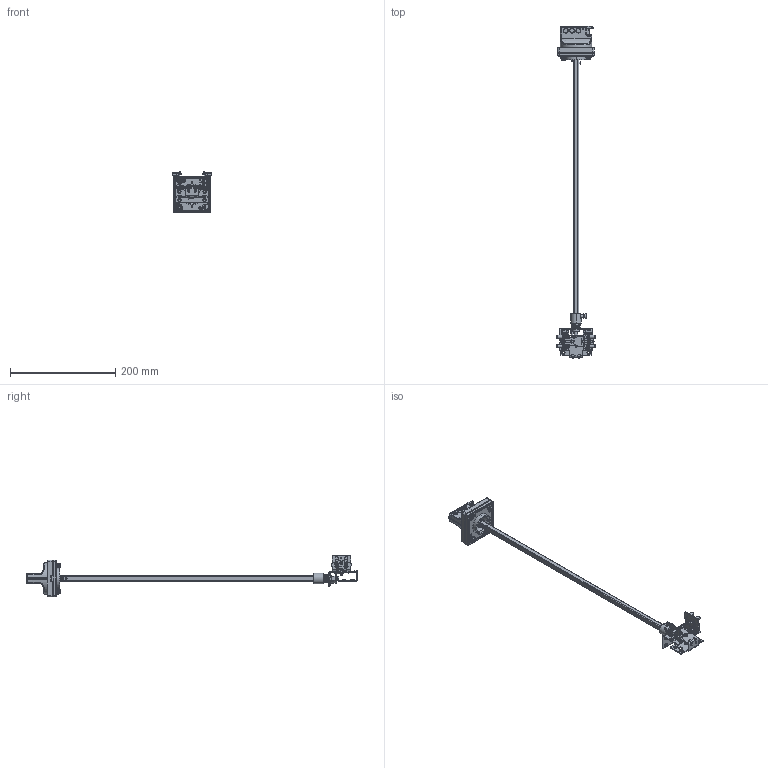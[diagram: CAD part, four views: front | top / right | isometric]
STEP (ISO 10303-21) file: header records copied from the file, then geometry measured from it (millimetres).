
FILE_DESCRIPTION((''),'2;1');
FILE_NAME('ERH32S20_ASM','2023-11-10T17:36:57',('dychenbin'),(''),'CREO PARAMETRIC BY PTC INC, 2020044','CREO PARAMETRIC BY PTC INC, 2020044','');
FILE_SCHEMA(('CONFIG_CONTROL_DESIGN','SHAPE_APPEARANCE_LAYERS_GROUPS'));
Products named in the file (69): 8023FB1601_19_1; 8084FB1601_8_1; 8967FB1602_AF0_2_1; 8967FB1602_AF1_2_1; 8967FB1602_AF2_2_1; 8967FB1602_AF3_2_1; 5084FB1601_ASM_3_1_ASM; 8993FB1601_12_1; 8230FB1601_7_1; 8955FB1601_9_1; 5230FB1602_AF2_ASM_4_ASM; 8993FB1601_12; 8230FB1601_7; 8955FB1601_9; 5230FB1602_AF3_ASM_4_ASM; 8230FB1602_2_1; 5230FB1603_AF2_ASM_3_ASM; 8230FB1602_2; 5230FB1603_AF3_ASM_3_ASM; 8239FB1602_12_1; 8325FB1601_1_1; 5239FB1601_ASM_4_1_ASM; 8206FB1605_8_1; SP100087_2_1; 8285FB1601_11_1; 8206FB1601_12_1; 8206FB1604_6_1; 8282B0820119_3_1; 8128FB1601_2_1; SP100010_AF4_2; SP100010_AF5_2; SP040748_1_1; 8206FB1603_6_1; 8261FB1601_13_1; 8206FB1602_4_1; 5261FB1601_ASM_7_1_ASM; 8251FB1601_2_1; SP100010_AF6_2; SP100010_AF7_2; 8200FB1601_12_1 ...
Assembly tree (89 placements, depth 5):
  ERH32S20_ASM
    6769FB1602_ASM
      6769FB1602_ASM_3_ASM
        5084FB1601_ASM_3_1_ASM
          8023FB1601_19_1
          8084FB1601_8_1
          8967FB1602_AF0_2_1
          8967FB1602_AF1_2_1
          8967FB1602_AF2_2_1
          8967FB1602_AF3_2_1
        5230FB1602_AF2_ASM_4_ASM
          8993FB1601_12_1
          8230FB1601_7_1
          8955FB1601_9_1
        5230FB1602_AF3_ASM_4_ASM
          8993FB1601_12
          8230FB1601_7
          8955FB1601_9
        5230FB1603_AF2_ASM_3_ASM
          8993FB1601_12
          8230FB1602_2_1
          8955FB1601_9
        5230FB1603_AF3_ASM_3_ASM
          8993FB1601_12
          8230FB1602_2
          8955FB1601_9
        5239FB1601_ASM_4_1_ASM
          8239FB1602_12_1
          8325FB1601_1_1
        8206FB1605_8_1  x2
        SP100087_2_1  x6
        8285FB1601_11_1  x2
        8206FB1601_12_1  x2
        8206FB1604_6_1  x2
        8282B0820119_3_1  x2
        8128FB1601_2_1
        SP100010_AF4_2
        SP100010_AF5_2
        SP040748_1_1
        8206FB1603_6_1  x2
        5261FB1601_ASM_7_1_ASM
          8261FB1601_13_1
          8206FB1602_4_1
        8251FB1601_2_1
        SP100010_AF6_2
        SP100010_AF7_2
        8200FB1601_12_1
        8288FB1601_10_1
        8255FB1601_13_1
        SP041034_2_1
        SP040001_1_1
        SP100015_1_1
    FANGZHOU_ASM
      5200FB1601002_ASM_3_ASM
        8206FB1606_7
        8206FB1607002_2
        8207FB1601_4
        SP040748_1_1_2  x2
    SHOUBING_ASM
      SHOUBING_ASM_1_ASM
Bounding box: 72.3 x 630.7 x 79.59 mm (x, y, z)
Volume: 123391.6 mm3; surface area: 157747.1 mm2
Topology: 75 solids, 97 shells, 3519 faces, 9627 edges, 6365 vertices
Faces by surface type: plane 1674, cylinder 1349, cone 174, torus 141, bspline 89, extrusion 48, sphere 44
Entity records: 122547 total; most frequent: CARTESIAN_POINT 29193, DIRECTION 17499, ORIENTED_EDGE 16794, EDGE_CURVE 8435, AXIS2_PLACEMENT_3D 6434, VERTEX_POINT 5623, VECTOR 4631, LINE 4583
